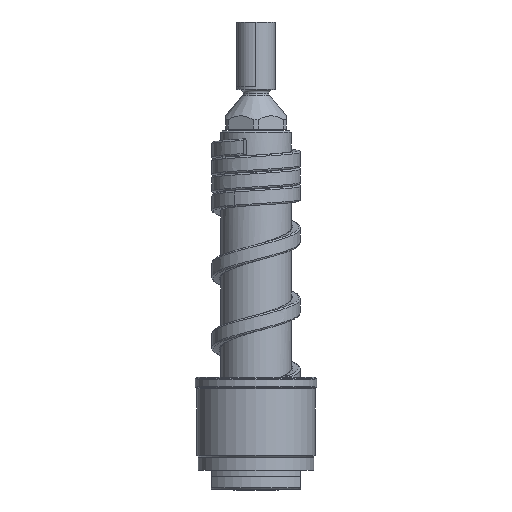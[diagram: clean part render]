
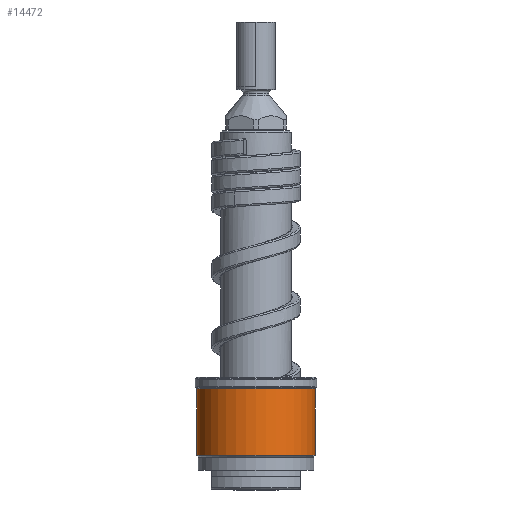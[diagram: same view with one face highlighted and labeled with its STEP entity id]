
A CAD part, front view. The second image highlights one B-rep face of the part: STEP entity #14472.
In plain terms, the highlighted cylindrical face has radius 18.5 mm (diameter 37 mm), a partial arc.
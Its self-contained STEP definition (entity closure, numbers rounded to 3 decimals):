
#5373=CARTESIAN_POINT('',(0.,0.,10.583));
#5374=DIRECTION('',(0.,0.,1.));
#5375=DIRECTION('',(-1.,0.,0.));
#5376=AXIS2_PLACEMENT_3D('',#5373,#5374,#5375);
#5378=DIRECTION('',(0.,0.,-1.));
#5379=VECTOR('',#5378,20.834);
#5380=CARTESIAN_POINT('',(-18.5,0.,31.417));
#5381=LINE('',#5380,#5379);
#5382=CARTESIAN_POINT('',(0.,0.,31.417));
#5383=DIRECTION('',(0.,0.,1.));
#5384=DIRECTION('',(-1.,0.,0.));
#5385=AXIS2_PLACEMENT_3D('',#5382,#5383,#5384);
#5387=DIRECTION('',(0.,0.,-1.));
#5388=VECTOR('',#5387,20.834);
#5389=CARTESIAN_POINT('',(18.5,0.,31.417));
#5390=LINE('',#5389,#5388);
#6046=CARTESIAN_POINT('',(18.5,0.,31.417));
#6047=CARTESIAN_POINT('',(-18.5,0.,31.417));
#6048=VERTEX_POINT('',#6046);
#6049=VERTEX_POINT('',#6047);
#6072=CARTESIAN_POINT('',(18.5,0.,10.583));
#6073=VERTEX_POINT('',#6072);
#6074=CARTESIAN_POINT('',(-18.5,0.,10.583));
#6075=VERTEX_POINT('',#6074);
#14458=CARTESIAN_POINT('',(0.,0.,8.75));
#14459=DIRECTION('',(0.,0.,1.));
#14460=DIRECTION('',(-1.,0.,0.));
#14461=AXIS2_PLACEMENT_3D('',#14458,#14459,#14460);
#14462=CYLINDRICAL_SURFACE('',#14461,18.5);
#14464=ORIENTED_EDGE('',*,*,#14463,.F.);
#14466=ORIENTED_EDGE('',*,*,#14465,.F.);
#14467=ORIENTED_EDGE('',*,*,#14448,.T.);
#14469=ORIENTED_EDGE('',*,*,#14468,.T.);
#14470=EDGE_LOOP('',(#14464,#14466,#14467,#14469));
#14471=FACE_OUTER_BOUND('',#14470,.F.);
#5377=CIRCLE('',#5376,18.5);
#5386=CIRCLE('',#5385,18.5);
#14448=EDGE_CURVE('',#6049,#6048,#5386,.T.);
#14463=EDGE_CURVE('',#6075,#6073,#5377,.T.);
#14465=EDGE_CURVE('',#6049,#6075,#5381,.T.);
#14468=EDGE_CURVE('',#6048,#6073,#5390,.T.);
#14472=ADVANCED_FACE('',(#14471),#14462,.T.);
